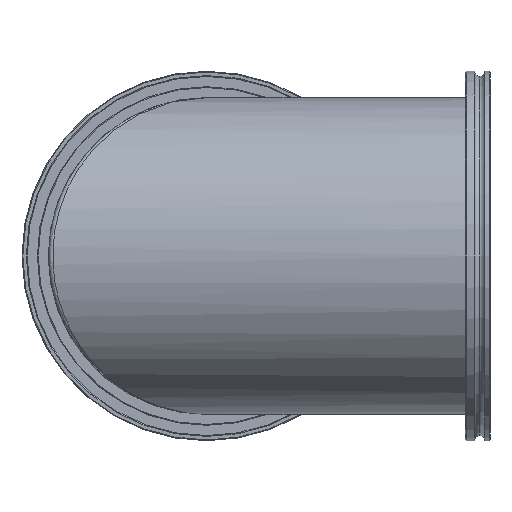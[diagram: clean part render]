
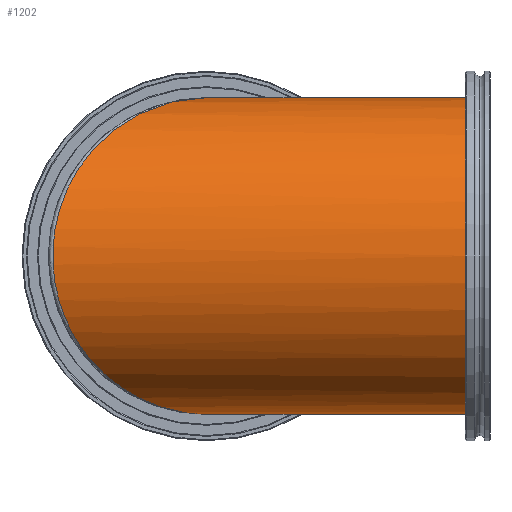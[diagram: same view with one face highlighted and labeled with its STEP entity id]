
A CAD part, left-side view. The second image highlights one B-rep face of the part: STEP entity #1202.
In plain terms, the highlighted cylindrical face has radius 77 mm (diameter 154 mm), a partial arc.
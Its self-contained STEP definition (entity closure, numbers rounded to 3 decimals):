
#23 = DIRECTION ( 'NONE',  ( 0., 1., 0. ) ) ;
#31 = DIRECTION ( 'NONE',  ( 0., -1., 0. ) ) ;
#49 = EDGE_CURVE ( 'NONE', #387, #957, #1633, .T. ) ;
#117 = CYLINDRICAL_SURFACE ( 'NONE', #642, 77. ) ;
#184 = CARTESIAN_POINT ( 'NONE',  ( -154., 281.5, 77. ) ) ;
#263 = DIRECTION ( 'NONE',  ( 0., 0., 1. ) ) ;
#270 = ORIENTED_EDGE ( 'NONE', *, *, #49, .T. ) ;
#387 = VERTEX_POINT ( 'NONE', #565 ) ;
#394 = EDGE_CURVE ( 'NONE', #387, #564, #519, .T. ) ;
#519 = CIRCLE ( 'NONE', #1009, 77. ) ;
#564 = VERTEX_POINT ( 'NONE', #748 ) ;
#565 = CARTESIAN_POINT ( 'NONE',  ( 0., 0., 77. ) ) ;
#573 = ORIENTED_EDGE ( 'NONE', *, *, #394, .F. ) ;
#642 = AXIS2_PLACEMENT_3D ( 'NONE', #819, #1387, #263 ) ;
#658 = CARTESIAN_POINT ( 'NONE',  ( 0., 131.5, 77. ) ) ;
#717 = CARTESIAN_POINT ( 'NONE',  ( 0., 131.5, -77. ) ) ;
#724 = EDGE_CURVE ( 'NONE', #957, #737, #1489, .T. ) ;
#737 = VERTEX_POINT ( 'NONE', #1147 ) ;
#748 = CARTESIAN_POINT ( 'NONE',  ( 0., 0., -77. ) ) ;
#769 = ORIENTED_EDGE ( 'NONE', *, *, #948, .F. ) ;
#819 = CARTESIAN_POINT ( 'NONE',  ( 0., 0., 0. ) ) ;
#836 = VECTOR ( 'NONE', #1271, 1000. ) ;
#948 = EDGE_CURVE ( 'NONE', #564, #737, #1747, .T. ) ;
#957 = VERTEX_POINT ( 'NONE', #658 ) ;
#1009 = AXIS2_PLACEMENT_3D ( 'NONE', #1643, #31, #1654 ) ;
#1120 = FACE_OUTER_BOUND ( 'NONE', #1201, .T. ) ;
#1147 = CARTESIAN_POINT ( 'NONE',  ( 0., 131.5, -77. ) ) ;
#1201 = EDGE_LOOP ( 'NONE', ( #769, #573, #270, #1507 ) ) ;
#1202 = ADVANCED_FACE ( 'NONE', ( #1120 ), #117, .T. ) ;
#1271 = DIRECTION ( 'NONE',  ( 0., 1., 0. ) ) ;
#1358 = CARTESIAN_POINT ( 'NONE',  ( 0., 0., -77. ) ) ;
#1387 = DIRECTION ( 'NONE',  ( 0., 1., 0. ) ) ;
#1426 = CARTESIAN_POINT ( 'NONE',  ( 0., 131.5, 77. ) ) ;
#1489 =( BOUNDED_CURVE ( )  B_SPLINE_CURVE ( 3, ( #1426, #184, #1671, #717 ),
 .UNSPECIFIED., .F., .T. ) 
 B_SPLINE_CURVE_WITH_KNOTS ( ( 4, 4 ),
 ( 1.571, 4.712 ),
 .UNSPECIFIED. ) 
 CURVE ( )  GEOMETRIC_REPRESENTATION_ITEM ( )  RATIONAL_B_SPLINE_CURVE ( ( 1., 0.333, 0.333, 1. ) ) 
 REPRESENTATION_ITEM ( '' )  );
#1507 = ORIENTED_EDGE ( 'NONE', *, *, #724, .T. ) ;
#1574 = VECTOR ( 'NONE', #23, 1000. ) ;
#1633 = LINE ( 'NONE', #1758, #836 ) ;
#1643 = CARTESIAN_POINT ( 'NONE',  ( 0., 0., 0. ) ) ;
#1654 = DIRECTION ( 'NONE',  ( 0., 0., 1. ) ) ;
#1671 = CARTESIAN_POINT ( 'NONE',  ( -154., 281.5, -77. ) ) ;
#1747 = LINE ( 'NONE', #1358, #1574 ) ;
#1758 = CARTESIAN_POINT ( 'NONE',  ( 0., 0., 77. ) ) ;
